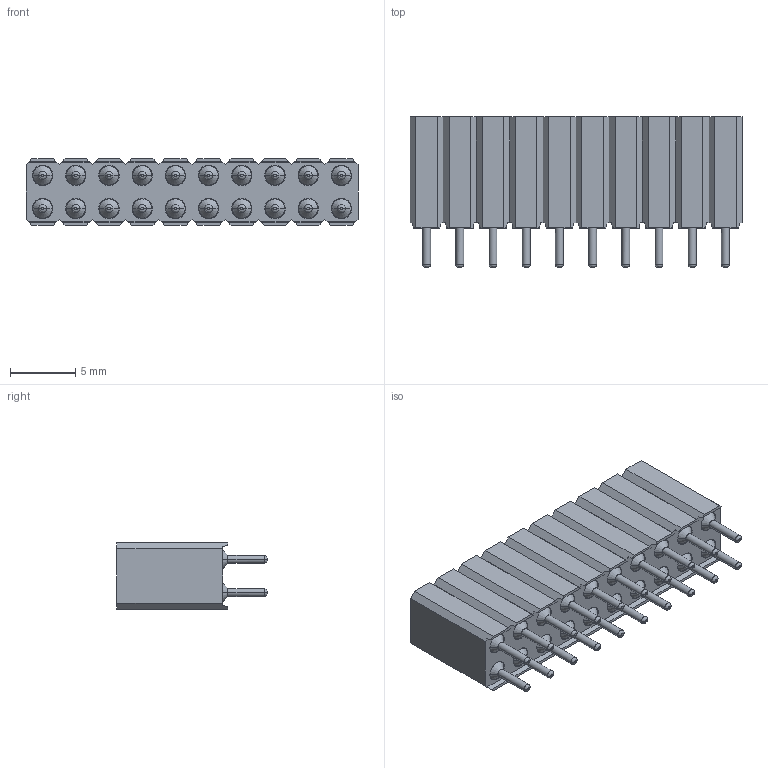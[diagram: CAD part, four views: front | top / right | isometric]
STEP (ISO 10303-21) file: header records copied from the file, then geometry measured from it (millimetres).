
FILE_DESCRIPTION( ('This file contains a STEP AP42 implementation' ,'as created by ZW3D STEP Interface translator.') ,'2;1' );
FILE_NAME( '3521-852XXSXX115X1.stp' ,'231017. 84914', (''), ('ZWCAD Software Co.'), 'Version 1.0', 'ZW3D to STEP translator', '' );
FILE_SCHEMA(('AUTOMOTIVE_DESIGN { 1 0 10303 214 1 1 1 1 }'));
Length unit declared in the file: millimetre
Products named in the file (2): 0; 3521-85220SXX115X1
Bounding box: 25.4 x 11.5 x 5.08 mm (x, y, z)
Volume: 835.9 mm3; surface area: 3192.6 mm2
Topology: 1 solids, 1 shells, 1884 faces, 4626 edges, 2884 vertices
Faces by surface type: plane 724, bspline 680, cone 440, cylinder 40
Entity records: 97856 total; most frequent: CARTESIAN_POINT 63955, ORIENTED_EDGE 9252, EDGE_CURVE 4626, B_SPLINE_CURVE_WITH_KNOTS 4464, VERTEX_POINT 2884, DIRECTION 2412, EDGE_LOOP 2024, FACE_OUTER_BOUND 1884
